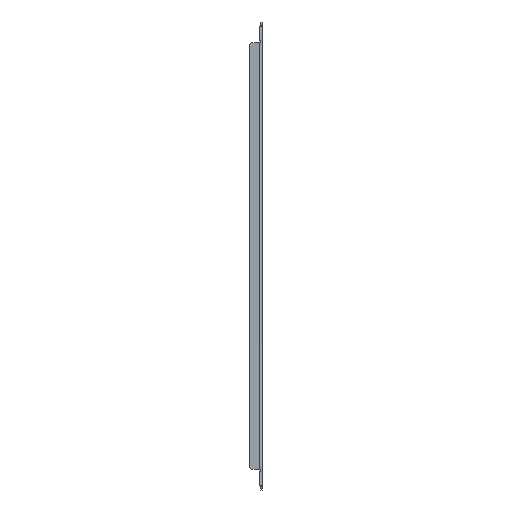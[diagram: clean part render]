
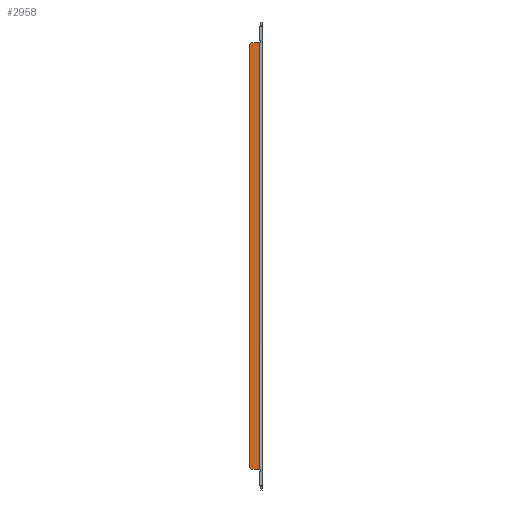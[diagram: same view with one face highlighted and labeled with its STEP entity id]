
A CAD part, left-side view. The second image highlights one B-rep face of the part: STEP entity #2958.
In plain terms, the highlighted planar face has unit normal (-1, 0, 0).
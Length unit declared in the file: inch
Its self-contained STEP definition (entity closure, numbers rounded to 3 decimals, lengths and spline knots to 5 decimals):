
#29 = CARTESIAN_POINT ( 'NONE',  ( -5.085, 0.143, 12.85662 ) ) ;
#110 = ORIENTED_EDGE ( 'NONE', *, *, #1749, .T. ) ;
#130 = CARTESIAN_POINT ( 'NONE',  ( -5.085, 0.75, -12.725 ) ) ;
#154 = LINE ( 'NONE', #4105, #1076 ) ;
#227 = CIRCLE ( 'NONE', #351, 0.0625 ) ;
#302 = CARTESIAN_POINT ( 'NONE',  ( -5.085, 0.625, -12.85 ) ) ;
#315 = ORIENTED_EDGE ( 'NONE', *, *, #440, .F. ) ;
#325 = VECTOR ( 'NONE', #3496, 39.37008 ) ;
#351 = AXIS2_PLACEMENT_3D ( 'NONE', #4387, #4011, #2933 ) ;
#382 = ORIENTED_EDGE ( 'NONE', *, *, #4411, .T. ) ;
#387 = EDGE_CURVE ( 'NONE', #782, #3492, #2671, .T. ) ;
#390 = DIRECTION ( 'NONE',  ( 0., 0., -1. ) ) ;
#440 = EDGE_CURVE ( 'NONE', #4397, #3149, #1654, .T. ) ;
#468 = EDGE_CURVE ( 'NONE', #3809, #3745, #154, .T. ) ;
#503 = ORIENTED_EDGE ( 'NONE', *, *, #387, .F. ) ;
#636 = CARTESIAN_POINT ( 'NONE',  ( -5.085, 0.171, -12.85 ) ) ;
#660 = DIRECTION ( 'NONE',  ( 0., -1., 0. ) ) ;
#774 = DIRECTION ( 'NONE',  ( 1., 0., 0. ) ) ;
#782 = VERTEX_POINT ( 'NONE', #4606 ) ;
#954 = CARTESIAN_POINT ( 'NONE',  ( -5.085, 0.75, -12.725 ) ) ;
#1057 = DIRECTION ( 'NONE',  ( -1., 0., 0. ) ) ;
#1076 = VECTOR ( 'NONE', #1905, 39.37008 ) ;
#1228 = AXIS2_PLACEMENT_3D ( 'NONE', #3309, #774, #1552 ) ;
#1271 = CIRCLE ( 'NONE', #1228, 0.0625 ) ;
#1294 = LINE ( 'NONE', #3133, #325 ) ;
#1468 = CARTESIAN_POINT ( 'NONE',  ( -5.085, 0.143, -12.85662 ) ) ;
#1552 = DIRECTION ( 'NONE',  ( 0., 1., 0. ) ) ;
#1654 = LINE ( 'NONE', #1820, #1989 ) ;
#1693 = EDGE_CURVE ( 'NONE', #3745, #2123, #2872, .T. ) ;
#1699 = ORIENTED_EDGE ( 'NONE', *, *, #468, .F. ) ;
#1701 = DIRECTION ( 'NONE',  ( 0., 0., -1. ) ) ;
#1749 = EDGE_CURVE ( 'NONE', #3772, #2123, #2470, .T. ) ;
#1753 = CARTESIAN_POINT ( 'NONE',  ( -5.085, 0.75, -14.085 ) ) ;
#1759 = AXIS2_PLACEMENT_3D ( 'NONE', #1753, #1057, #660 ) ;
#1820 = CARTESIAN_POINT ( 'NONE',  ( -5.085, 0.143, 13.888 ) ) ;
#1905 = DIRECTION ( 'NONE',  ( 0., 1., 0. ) ) ;
#1989 = VECTOR ( 'NONE', #390, 39.37008 ) ;
#2116 = VECTOR ( 'NONE', #4390, 39.37008 ) ;
#2123 = VERTEX_POINT ( 'NONE', #130 ) ;
#2127 = CARTESIAN_POINT ( 'NONE',  ( -5.085, 0.75, 12.725 ) ) ;
#2128 = ORIENTED_EDGE ( 'NONE', *, *, #3408, .T. ) ;
#2138 = VECTOR ( 'NONE', #4651, 39.37008 ) ;
#2171 = ORIENTED_EDGE ( 'NONE', *, *, #1693, .F. ) ;
#2470 = LINE ( 'NONE', #2774, #4432 ) ;
#2587 = CARTESIAN_POINT ( 'NONE',  ( -5.085, 0.171, 12.85 ) ) ;
#2671 = LINE ( 'NONE', #2587, #2116 ) ;
#2774 = CARTESIAN_POINT ( 'NONE',  ( -5.085, 0.75, -14.085 ) ) ;
#2872 = LINE ( 'NONE', #954, #2138 ) ;
#2933 = DIRECTION ( 'NONE',  ( 0., 1., 0. ) ) ;
#2958 = ADVANCED_FACE ( 'NONE', ( #3914 ), #3593, .T. ) ;
#3036 = ORIENTED_EDGE ( 'NONE', *, *, #4698, .F. ) ;
#3133 = CARTESIAN_POINT ( 'NONE',  ( -5.085, 0.625, 12.85 ) ) ;
#3149 = VERTEX_POINT ( 'NONE', #1468 ) ;
#3309 = CARTESIAN_POINT ( 'NONE',  ( -5.085, 0.171, -12.9125 ) ) ;
#3408 = EDGE_CURVE ( 'NONE', #3809, #3149, #1271, .T. ) ;
#3492 = VERTEX_POINT ( 'NONE', #4140 ) ;
#3496 = DIRECTION ( 'NONE',  ( 0., -0.707, 0.707 ) ) ;
#3593 = PLANE ( 'NONE',  #1759 ) ;
#3632 = EDGE_LOOP ( 'NONE', ( #1699, #2128, #315, #382, #503, #3036, #110, #2171 ) ) ;
#3745 = VERTEX_POINT ( 'NONE', #302 ) ;
#3772 = VERTEX_POINT ( 'NONE', #2127 ) ;
#3809 = VERTEX_POINT ( 'NONE', #636 ) ;
#3914 = FACE_OUTER_BOUND ( 'NONE', #3632, .T. ) ;
#4011 = DIRECTION ( 'NONE',  ( 1., 0., 0. ) ) ;
#4105 = CARTESIAN_POINT ( 'NONE',  ( -5.085, 0.75, -12.85 ) ) ;
#4140 = CARTESIAN_POINT ( 'NONE',  ( -5.085, 0.171, 12.85 ) ) ;
#4387 = CARTESIAN_POINT ( 'NONE',  ( -5.085, 0.171, 12.9125 ) ) ;
#4390 = DIRECTION ( 'NONE',  ( 0., -1., 0. ) ) ;
#4397 = VERTEX_POINT ( 'NONE', #29 ) ;
#4411 = EDGE_CURVE ( 'NONE', #4397, #3492, #227, .T. ) ;
#4432 = VECTOR ( 'NONE', #1701, 39.37008 ) ;
#4606 = CARTESIAN_POINT ( 'NONE',  ( -5.085, 0.625, 12.85 ) ) ;
#4651 = DIRECTION ( 'NONE',  ( 0., 0.707, 0.707 ) ) ;
#4698 = EDGE_CURVE ( 'NONE', #3772, #782, #1294, .T. ) ;
